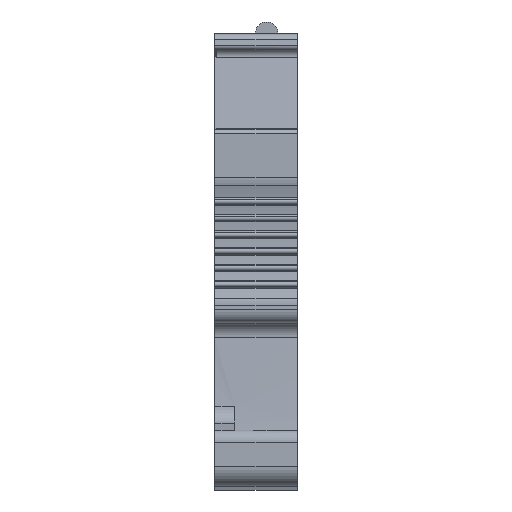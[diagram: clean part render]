
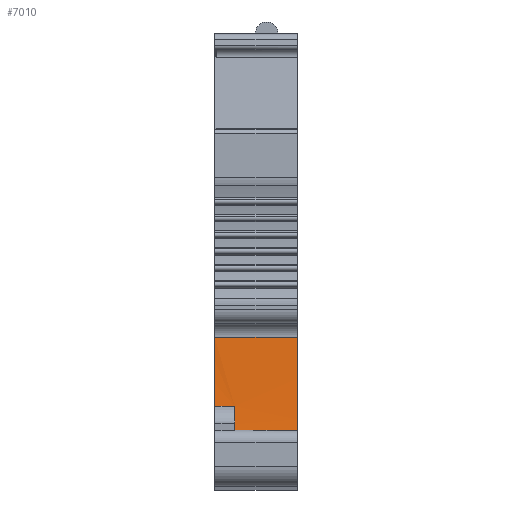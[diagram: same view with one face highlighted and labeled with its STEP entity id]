
A CAD part, left-side view. The second image highlights one B-rep face of the part: STEP entity #7010.
In plain terms, the highlighted cylindrical face has radius 89.942 mm (diameter 179.883 mm), a partial arc.
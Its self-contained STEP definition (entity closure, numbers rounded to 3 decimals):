
#7010=ADVANCED_FACE('',(#17715),#17717,.F.);
#17715=FACE_BOUND('',#17716,.T.);
#17716=EDGE_LOOP('',(#25465,#25466,#25467,#25468,#25469,#25470));
#17717=CYLINDRICAL_SURFACE('',#17718,89.942);
#17718=AXIS2_PLACEMENT_3D('',#17719,#17720,#17721);
#17719=CARTESIAN_POINT('',(-112.968,-5.1,11.257));
#17720=DIRECTION('',(0.,-1.,0.));
#17721=DIRECTION('',(1.,0.,0.));
#25465=ORIENTED_EDGE('',*,*,#31185,.F.);
#25466=ORIENTED_EDGE('',*,*,#31812,.F.);
#25467=ORIENTED_EDGE('',*,*,#31813,.T.);
#25468=ORIENTED_EDGE('',*,*,#31814,.F.);
#25469=ORIENTED_EDGE('',*,*,#31810,.F.);
#25470=ORIENTED_EDGE('',*,*,#30815,.F.);
#30815=EDGE_CURVE('',#36112,#36114,#36115,.T.);
#31185=EDGE_CURVE('',#36771,#36112,#36774,.T.);
#31810=EDGE_CURVE('',#36114,#37732,#37733,.T.);
#31812=EDGE_CURVE('',#37735,#36771,#37736,.T.);
#31813=EDGE_CURVE('',#37735,#37737,#37738,.T.);
#31814=EDGE_CURVE('',#37732,#37737,#37739,.T.);
#36112=VERTEX_POINT('',#47478);
#36114=VERTEX_POINT('',#47483);
#36115=CIRCLE('',#47484,89.942);
#36771=VERTEX_POINT('',#49239);
#36774=B_SPLINE_CURVE_WITH_KNOTS('',3,
(#49245,#49246,#49247,#49248),
.UNSPECIFIED.,.F.,.F.,
(4,4),
(0.,1.),
.UNSPECIFIED.);
#37732=VERTEX_POINT('',#53292);
#37733=B_SPLINE_CURVE_WITH_KNOTS('',3,
(#53293,#53294,#53295,#53296,#53297),
.UNSPECIFIED.,.F.,.F.,
(4,1,4),
(0.,0.5,1.),
.UNSPECIFIED.);
#37735=VERTEX_POINT('',#53302);
#37736=CIRCLE('',#53303,89.942);
#37737=VERTEX_POINT('',#53307);
#37738=LINE('',#53308,#53309);
#37739=CIRCLE('',#53311,89.942);
#47478=CARTESIAN_POINT('',(-24.105,1.6,-2.632));
#47483=CARTESIAN_POINT('',(-23.565,1.6,1.426));
#47484=AXIS2_PLACEMENT_3D('',#47485,#47486,#47487);
#47485=CARTESIAN_POINT('',(-112.968,1.6,11.257));
#47486=DIRECTION('',(0.,-1.,0.));
#47487=DIRECTION('',(0.988,0.,-0.154));
#49239=CARTESIAN_POINT('',(-24.105,-3.1,-2.632));
#49245=CARTESIAN_POINT('',(-24.105,-3.1,-2.632));
#49246=CARTESIAN_POINT('',(-24.105,-1.533,-2.632));
#49247=CARTESIAN_POINT('',(-24.105,0.033,-2.632));
#49248=CARTESIAN_POINT('',(-24.105,1.6,-2.632));
#53292=CARTESIAN_POINT('',(-23.565,3.1,1.422));
#53293=CARTESIAN_POINT('',(-23.565,1.6,1.426));
#53294=CARTESIAN_POINT('',(-23.565,1.85,1.425));
#53295=CARTESIAN_POINT('',(-23.565,2.35,1.424));
#53296=CARTESIAN_POINT('',(-23.565,2.85,1.423));
#53297=CARTESIAN_POINT('',(-23.565,3.1,1.422));
#53302=CARTESIAN_POINT('',(-23.147,-3.1,6.598));
#53303=AXIS2_PLACEMENT_3D('',#53304,#53305,#53306);
#53304=CARTESIAN_POINT('',(-112.968,-3.1,11.257));
#53305=DIRECTION('',(0.,1.,0.));
#53306=DIRECTION('',(0.999,0.,-0.052));
#53307=CARTESIAN_POINT('',(-23.147,3.1,6.598));
#53308=CARTESIAN_POINT('',(-23.147,-3.1,6.598));
#53309=VECTOR('',#53310,1.);
#53310=DIRECTION('',(0.,1.,0.));
#53311=AXIS2_PLACEMENT_3D('',#53312,#53313,#53314);
#53312=CARTESIAN_POINT('',(-112.968,3.1,11.257));
#53313=DIRECTION('',(0.,-1.,0.));
#53314=DIRECTION('',(0.994,0.,-0.109));
